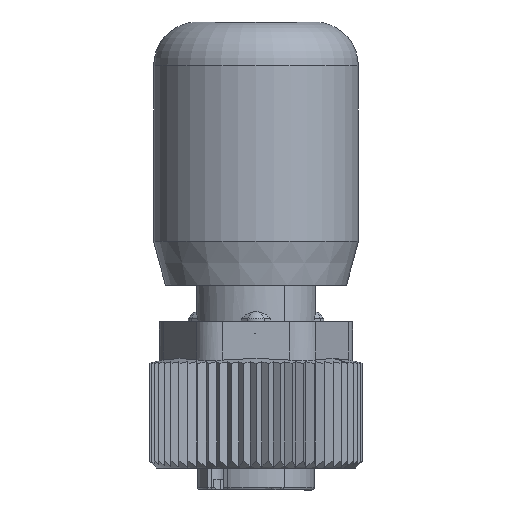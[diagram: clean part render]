
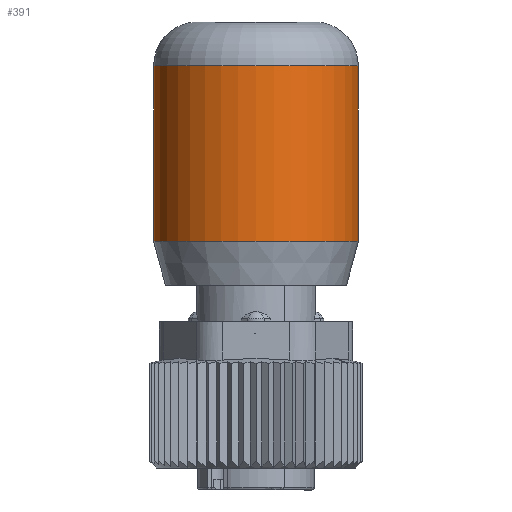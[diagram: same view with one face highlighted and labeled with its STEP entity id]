
A CAD part, front view. The second image highlights one B-rep face of the part: STEP entity #391.
In plain terms, the highlighted cylindrical face has radius 7 mm (diameter 14 mm), a partial arc.
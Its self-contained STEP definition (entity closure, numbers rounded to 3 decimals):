
#302=AXIS2_PLACEMENT_3D('Circle Axis2P3D',#300,#301,$) ;
#364=AXIS2_PLACEMENT_3D('Cylinder Axis2P3D',#361,#362,#363) ;
#382=AXIS2_PLACEMENT_3D('Circle Axis2P3D',#380,#381,$) ;
#297=CARTESIAN_POINT('Vertex',(0.261,7.3,29.)) ;
#300=CARTESIAN_POINT('Axis2P3D Location',(7.261,7.3,29.)) ;
#304=CARTESIAN_POINT('Vertex',(14.261,7.3,29.)) ;
#361=CARTESIAN_POINT('Axis2P3D Location',(7.261,7.3,25.)) ;
#366=CARTESIAN_POINT('Line Origine',(14.261,7.3,25.)) ;
#370=CARTESIAN_POINT('Vertex',(14.261,7.3,17.)) ;
#373=CARTESIAN_POINT('Line Origine',(0.261,7.3,25.)) ;
#377=CARTESIAN_POINT('Vertex',(0.261,7.3,17.)) ;
#380=CARTESIAN_POINT('Axis2P3D Location',(7.261,7.3,17.)) ;
#301=DIRECTION('Axis2P3D Direction',(0.,0.,1.)) ;
#362=DIRECTION('Axis2P3D Direction',(0.,0.,1.)) ;
#363=DIRECTION('Axis2P3D XDirection',(1.,0.,0.)) ;
#367=DIRECTION('Vector Direction',(0.,0.,1.)) ;
#374=DIRECTION('Vector Direction',(0.,0.,1.)) ;
#381=DIRECTION('Axis2P3D Direction',(0.,0.,1.)) ;
#368=VECTOR('Line Direction',#367,1.) ;
#375=VECTOR('Line Direction',#374,1.) ;
#386=ORIENTED_EDGE('',*,*,#372,.T.) ;
#387=ORIENTED_EDGE('',*,*,#306,.F.) ;
#388=ORIENTED_EDGE('',*,*,#379,.F.) ;
#389=ORIENTED_EDGE('',*,*,#384,.T.) ;
#391=ADVANCED_FACE('Hauptk\X2\00F6\X0\rper',(#390),#365,.T.) ;
#303=CIRCLE('generated circle',#302,7.) ;
#383=CIRCLE('generated circle',#382,7.) ;
#365=CYLINDRICAL_SURFACE('generated cylinder',#364,7.) ;
#306=EDGE_CURVE('',#298,#305,#303,.T.) ;
#372=EDGE_CURVE('',#371,#305,#369,.T.) ;
#379=EDGE_CURVE('',#378,#298,#376,.T.) ;
#384=EDGE_CURVE('',#378,#371,#383,.T.) ;
#385=EDGE_LOOP('',(#386,#387,#388,#389)) ;
#390=FACE_OUTER_BOUND('',#385,.T.) ;
#369=LINE('Line',#366,#368) ;
#376=LINE('Line',#373,#375) ;
#298=VERTEX_POINT('',#297) ;
#305=VERTEX_POINT('',#304) ;
#371=VERTEX_POINT('',#370) ;
#378=VERTEX_POINT('',#377) ;
